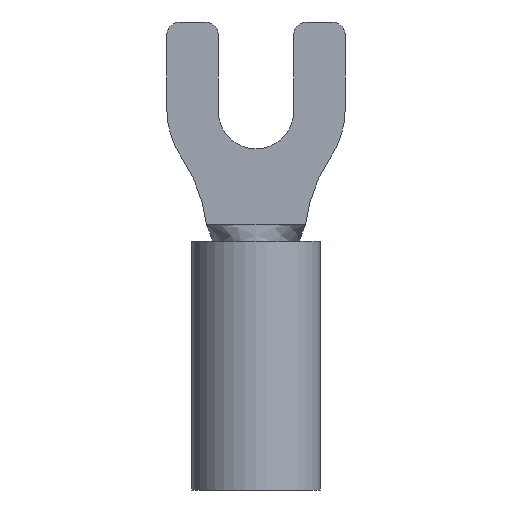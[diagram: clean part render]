
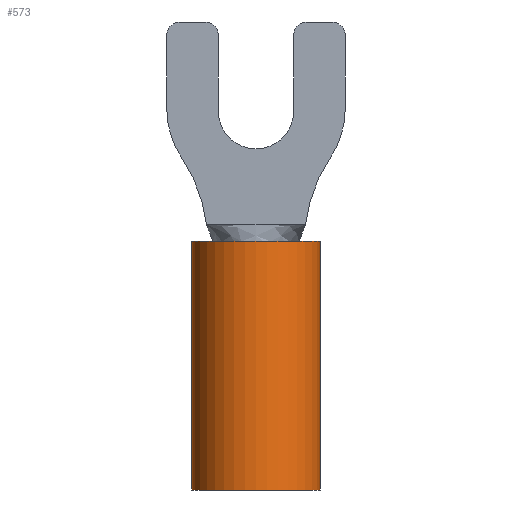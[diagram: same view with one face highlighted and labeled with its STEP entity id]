
A CAD part, front view. The second image highlights one B-rep face of the part: STEP entity #573.
In plain terms, the highlighted cylindrical face has radius 3.721 mm (diameter 7.442 mm), a full revolution.
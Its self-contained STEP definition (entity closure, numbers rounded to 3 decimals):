
#18=FACE_BOUND($,#109,.T.);
#34=CYLINDRICAL_SURFACE($,#638,3.721);
#68=FACE_OUTER_BOUND($,#108,.T.);
#108=EDGE_LOOP($,(#465));
#109=EDGE_LOOP($,(#466));
#149=CIRCLE($,#637,3.721);
#150=CIRCLE($,#639,3.721);
#276=VERTEX_POINT($,#1036);
#277=VERTEX_POINT($,#1039);
#348=EDGE_CURVE($,#276,#276,#149,.T.);
#349=EDGE_CURVE($,#277,#277,#150,.T.);
#465=ORIENTED_EDGE($,*,*,#349,.T.);
#466=ORIENTED_EDGE($,*,*,#348,.T.);
#573=ADVANCED_FACE($,(#68,#18),#34,.T.);
#637=AXIS2_PLACEMENT_3D($,#1037,#793,#794);
#638=AXIS2_PLACEMENT_3D($,#1038,#795,#796);
#639=AXIS2_PLACEMENT_3D($,#1040,#797,#798);
#793=DIRECTION('center_axis',(0.,0.,-1.));
#794=DIRECTION('ref_axis',(0.,-1.,0.));
#795=DIRECTION('center_axis',(0.,0.,-1.));
#796=DIRECTION('ref_axis',(0.,-1.,0.));
#797=DIRECTION('center_axis',(0.,0.,1.));
#798=DIRECTION('ref_axis',(0.,-1.,0.));
#1036=CARTESIAN_POINT('',(0.,6.528,-7.518));
#1037=CARTESIAN_POINT('Origin',(0.,2.807,-7.518));
#1038=CARTESIAN_POINT('Origin',(0.,2.807,-6.801));
#1039=CARTESIAN_POINT('',(0.,6.528,-21.869));
#1040=CARTESIAN_POINT('Origin',(0.,2.807,-21.869));
